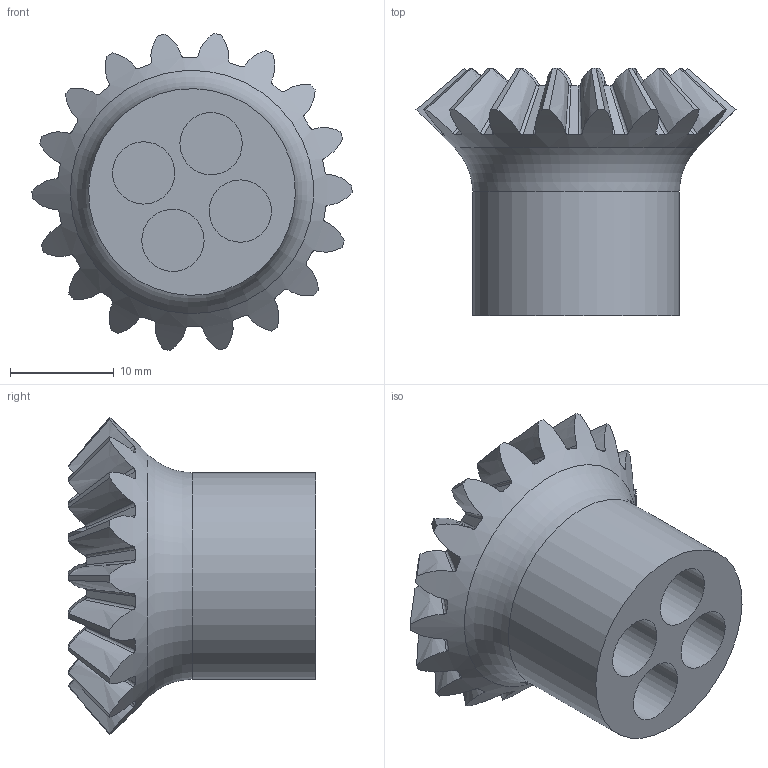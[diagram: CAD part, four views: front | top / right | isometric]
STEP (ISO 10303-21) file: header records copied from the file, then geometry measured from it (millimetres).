
FILE_DESCRIPTION(/* description */ ('STEP AP214','CAx-IF Rec.Pracs.---Representation and Presentation of Product Manufacturing Information (PMI)---4.0---2014-10-13'),/* implementation_level */ '2;1');
FILE_NAME(/* name */ 'pignon_ab.step',/* time_stamp */ '2025-03-10T14:19:10-04:00',/* author */ (''),/* organization */ (''),/* preprocessor_version */ 'ST-DEVELOPER v20',/* originating_system */ 'Autodesk Translation Framework v13.20.0.188',/* authorisation */ '');
FILE_SCHEMA (('AP242_MANAGED_MODEL_BASED_3D_ENGINEERING_MIM_LF { 1 0 10303 442 1 1 4 }'));
Length unit declared in the file: millimetre
Products named in the file (3): DSW_Poignet_Differentiel; Pignon_AB; Base_Pignon_AB
Assembly tree (2 placements, depth 3):
  DSW_Poignet_Differentiel
    Pignon_AB
      Base_Pignon_AB
Bounding box: 30.8 x 23.82 x 30.51 mm (x, y, z)
Volume: 5748 mm3; surface area: 3880.5 mm2
Topology: 1 solids, 1 shells, 124 faces, 423 edges, 234 vertices
Faces by surface type: bspline 90, cone 20, plane 7, cylinder 6, torus 1
Full cylindrical faces by diameter (mm): 6 x4, 12.35 x1, 19.9 x1
Entity records: 6698 total; most frequent: CARTESIAN_POINT 4008, ORIENTED_EDGE 702, EDGE_CURVE 351, DIRECTION 340, VERTEX_POINT 234, B_SPLINE_CURVE_WITH_KNOTS 162, EDGE_LOOP 129, FACE_OUTER_BOUND 124
